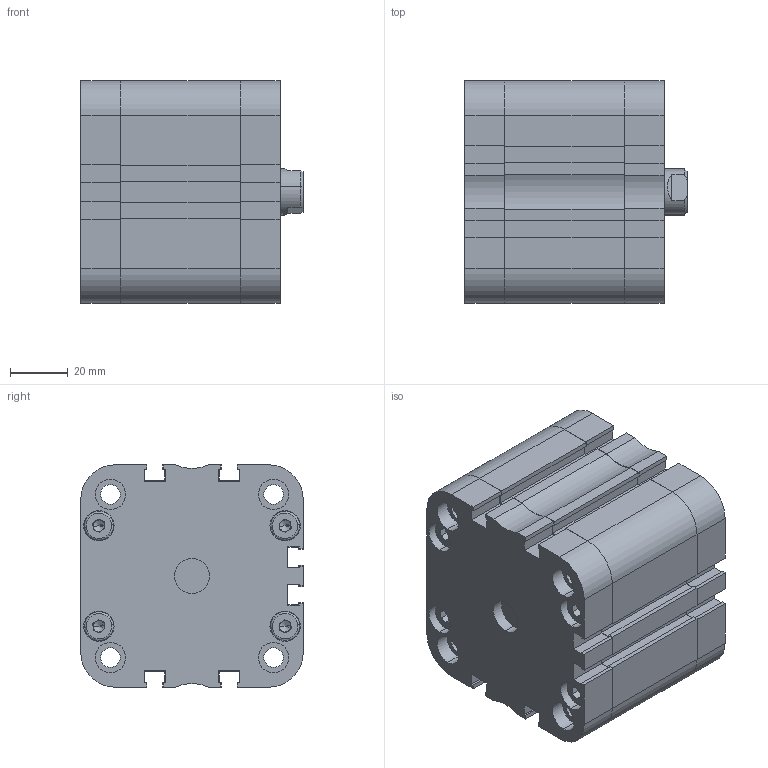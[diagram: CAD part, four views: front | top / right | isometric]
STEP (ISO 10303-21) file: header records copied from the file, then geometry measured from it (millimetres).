
FILE_DESCRIPTION (( 'STEP AP214' ), '1' );
FILE_NAME ('SM_003_063_0020_NP.STEP', '2019-11-14T10:21:02', ( '' ), ( '' ), 'SwSTEP 2.0', 'SolidWorks 2019', '' );
FILE_SCHEMA (( 'AUTOMOTIVE_DESIGN' ));
Length unit declared in the file: millimetre
Products named in the file (20): T³oczysko^SM_Tˆoczysko - D063; Pokrywa przód kpl^SM_Pokrywa prz¢d kpl - D063; Kopia SMART - U. typ Oring - pokrywa^Pokrywa przód kpl_SM_U. typ Oring - D063; Pokrywa ty³ kpl^SM_Pok tyˆ - D063; Kopia T硂k^T硂k kpl_SM_T坥k - D063; T硂k kpl^SM_T坥k kpl - D063; Kopia Pokrywa przód^Pokrywa przód kpl_SM_Smart - Pok prz¢d - D063; Kopia SMART - U. t³oczyska^Pokrywa przód kpl_SM_U. tˆoczyska - D063; socket head thin cap screw_din_DIN 7984 - M8 x 30 --- 26.25N; Kopia SMART - U. t硂ka wklejana^T硂k kpl_SM_U. t坥ka wklejana - D063; socket head thin cap screw_din_DIN 7984 - M6 x 25 --- 22N; Kopia SMART - U. t³oka S^T³ok kpl_SM_U. tˆoka S - D063; Kopia Pierœcieñ prowadz¹cy^T³ok kpl_SM_Pier˜cieä prowadz¥cy D063; Tuleja^SM_Tuleja - D063; Kopia Magnes^T³ok kpl_SM_Magnes D063; Kopia Pokrywa ty³^Pokrywa ty³ kpl_SM_Smart - Pok tyˆ - D063; Kopia SMART - U. typ Oring - pokrywa^Pokrywa tyｳ kpl_SM_U. typ Oring - D063; SM_003_063_0020_NP; Kopia Tuleja prowadz¹ca^Pokrywa przód kpl_SM_Tuleja prowadz¥ca - D063; Kopia SMART - U. t硂ka lu焠a^T硂k kpl_SM_U. t坥ka lu玭a - D063
Assembly tree (26 placements, depth 3):
  SM_003_063_0020_NP
    Pokrywa przód kpl^SM_Pokrywa prz¢d kpl - D063
      Kopia Pokrywa przód^Pokrywa przód kpl_SM_Smart - Pok prz¢d - D063
      Kopia SMART - U. typ Oring - pokrywa^Pokrywa przód kpl_SM_U. typ Oring - D063
      Kopia Tuleja prowadz¹ca^Pokrywa przód kpl_SM_Tuleja prowadz¥ca - D063
      Kopia SMART - U. t³oczyska^Pokrywa przód kpl_SM_U. tˆoczyska - D063
    Tuleja^SM_Tuleja - D063
    Pokrywa ty³ kpl^SM_Pok tyˆ - D063
      Kopia Pokrywa ty³^Pokrywa ty³ kpl_SM_Smart - Pok tyˆ - D063
      Kopia SMART - U. typ Oring - pokrywa^Pokrywa tyｳ kpl_SM_U. typ Oring - D063
    T硂k kpl^SM_T坥k kpl - D063
      Kopia T硂k^T硂k kpl_SM_T坥k - D063
      Kopia Magnes^T³ok kpl_SM_Magnes D063
      Kopia Pierœcieñ prowadz¹cy^T³ok kpl_SM_Pier˜cieä prowadz¥cy D063
      Kopia SMART - U. t硂ka lu焠a^T硂k kpl_SM_U. t坥ka lu玭a - D063
      Kopia SMART - U. t硂ka wklejana^T硂k kpl_SM_U. t坥ka wklejana - D063
      Kopia SMART - U. t³oka S^T³ok kpl_SM_U. tˆoka S - D063
    T³oczysko^SM_Tˆoczysko - D063
    socket head thin cap screw_din_DIN 7984 - M8 x 30 --- 26.25N
    socket head thin cap screw_din_DIN 7984 - M6 x 25 --- 22N  x8
Bounding box: 77 x 77 x 77 mm (x, y, z)
Volume: 243417.8 mm3; surface area: 138222.4 mm2
Topology: 24 solids, 24 shells, 1085 faces, 2707 edges, 1740 vertices
Faces by surface type: plane 543, cylinder 307, bspline 122, cone 77, torus 36
Entity records: 34515 total; most frequent: CARTESIAN_POINT 11752, ORIENTED_EDGE 4594, DIRECTION 4298, EDGE_CURVE 2297, VERTEX_POINT 1509, AXIS2_PLACEMENT_3D 1461, LINE 1376, VECTOR 1376
